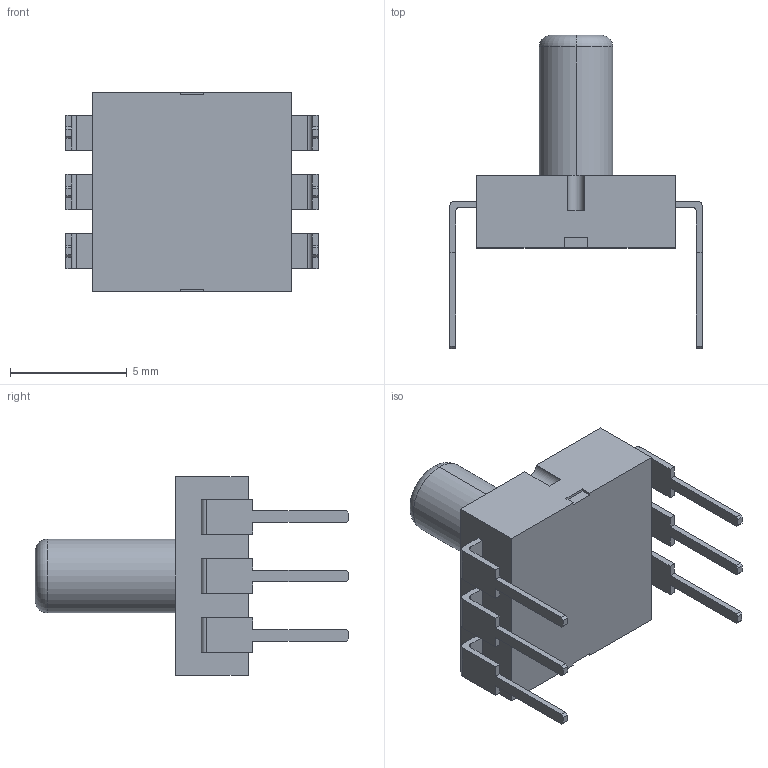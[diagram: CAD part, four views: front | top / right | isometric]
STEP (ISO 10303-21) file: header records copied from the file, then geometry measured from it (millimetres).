
FILE_DESCRIPTION (( 'STEP AP214' ), '1' );
FILE_NAME ('BAB8F65A-1289-41FE-A359-0FE44542EF6B.STEP', '2023-01-03T07:42:17', ( '' ), ( '' ), 'SwSTEP 2.0', 'SolidWorks 2022', '' );
FILE_SCHEMA (( 'AUTOMOTIVE_DESIGN' ));
Length unit declared in the file: millimetre
Products named in the file (1): BAB8F65A-1289-41FE-A359-0FE44542EF6B
Bounding box: 10.8 x 13.4 x 8.5 mm (x, y, z)
Volume: 269.6 mm3; surface area: 450.4 mm2
Topology: 1 solids, 1 shells, 132 faces, 346 edges, 230 vertices
Faces by surface type: plane 101, cylinder 29, torus 2
Entity records: 4301 total; most frequent: CARTESIAN_POINT 709, ORIENTED_EDGE 692, DIRECTION 674, EDGE_CURVE 346, VECTOR 284, LINE 284, VERTEX_POINT 230, AXIS2_PLACEMENT_3D 195
